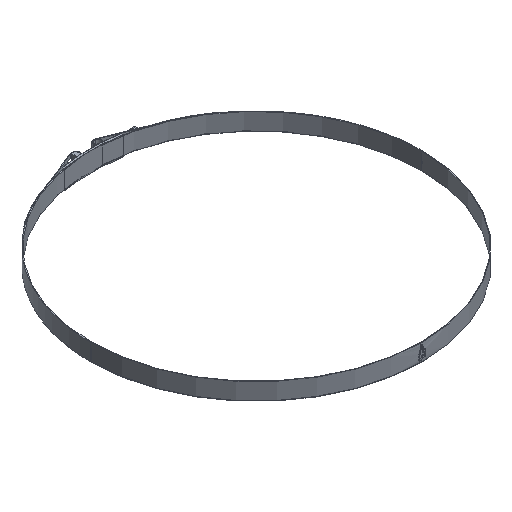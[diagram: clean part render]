
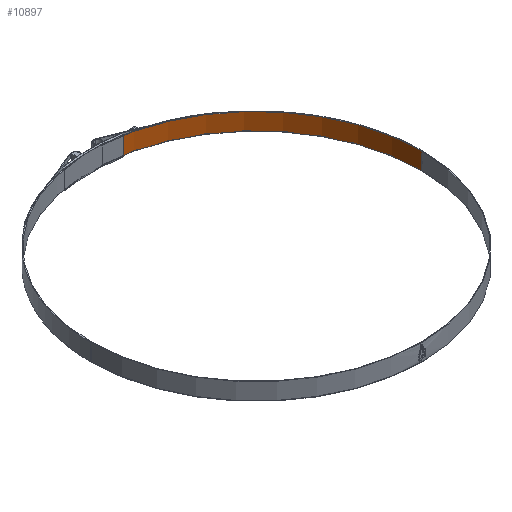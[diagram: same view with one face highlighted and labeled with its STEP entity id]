
A CAD part, isometric view. The second image highlights one B-rep face of the part: STEP entity #10897.
In plain terms, the highlighted cylindrical face has radius 187 mm (diameter 374 mm), a partial arc.
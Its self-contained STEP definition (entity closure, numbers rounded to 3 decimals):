
#259 = DIRECTION ( 'NONE',  ( 0., 0., -1. ) ) ;
#786 = LINE ( 'NONE', #11085, #5581 ) ;
#927 = CIRCLE ( 'NONE', #14011, 187. ) ;
#929 = CARTESIAN_POINT ( 'NONE',  ( 0., 0., 9.65 ) ) ;
#994 = CARTESIAN_POINT ( 'NONE',  ( 12.174, 186.603, 9.65 ) ) ;
#1908 = AXIS2_PLACEMENT_3D ( 'NONE', #10550, #2957, #9643 ) ;
#2390 = DIRECTION ( 'NONE',  ( 0., 0., -1. ) ) ;
#2957 = DIRECTION ( 'NONE',  ( 0., 0., -1. ) ) ;
#3124 = DIRECTION ( 'NONE',  ( 0., 0., -1. ) ) ;
#3372 = CARTESIAN_POINT ( 'NONE',  ( 187., 0., -9.65 ) ) ;
#3590 = CARTESIAN_POINT ( 'NONE',  ( 187., 0., 9.65 ) ) ;
#3858 = CARTESIAN_POINT ( 'NONE',  ( 0., 0., -9.65 ) ) ;
#4479 = VERTEX_POINT ( 'NONE', #10198 ) ;
#4502 = EDGE_CURVE ( 'NONE', #4900, #4479, #12456, .T. ) ;
#4900 = VERTEX_POINT ( 'NONE', #994 ) ;
#5140 = VECTOR ( 'NONE', #259, 1000. ) ;
#5581 = VECTOR ( 'NONE', #2390, 1000. ) ;
#5952 = DIRECTION ( 'NONE',  ( -1., 0., 0. ) ) ;
#6337 = EDGE_LOOP ( 'NONE', ( #10399, #11018, #8493, #12075 ) ) ;
#6562 = FACE_OUTER_BOUND ( 'NONE', #6337, .T. ) ;
#6744 = VERTEX_POINT ( 'NONE', #3372 ) ;
#8192 = EDGE_CURVE ( 'NONE', #4900, #13772, #786, .T. ) ;
#8493 = ORIENTED_EDGE ( 'NONE', *, *, #8192, .T. ) ;
#8517 = CYLINDRICAL_SURFACE ( 'NONE', #1908, 187. ) ;
#9061 = EDGE_CURVE ( 'NONE', #13772, #6744, #927, .T. ) ;
#9643 = DIRECTION ( 'NONE',  ( -1., 0., 0. ) ) ;
#9702 = EDGE_CURVE ( 'NONE', #4479, #6744, #10067, .T. ) ;
#10067 = LINE ( 'NONE', #3590, #5140 ) ;
#10198 = CARTESIAN_POINT ( 'NONE',  ( 187., 0., 9.65 ) ) ;
#10399 = ORIENTED_EDGE ( 'NONE', *, *, #9702, .F. ) ;
#10550 = CARTESIAN_POINT ( 'NONE',  ( 0., 0., 9.65 ) ) ;
#10897 = ADVANCED_FACE ( 'NONE', ( #6562 ), #8517, .F. ) ;
#10924 = DIRECTION ( 'NONE',  ( -1., 0., 0. ) ) ;
#11018 = ORIENTED_EDGE ( 'NONE', *, *, #4502, .F. ) ;
#11085 = CARTESIAN_POINT ( 'NONE',  ( 12.174, 186.603, 9.65 ) ) ;
#11340 = CARTESIAN_POINT ( 'NONE',  ( 12.174, 186.603, -9.65 ) ) ;
#12075 = ORIENTED_EDGE ( 'NONE', *, *, #9061, .T. ) ;
#12456 = CIRCLE ( 'NONE', #14071, 187. ) ;
#12716 = DIRECTION ( 'NONE',  ( 0., 0., -1. ) ) ;
#13772 = VERTEX_POINT ( 'NONE', #11340 ) ;
#14011 = AXIS2_PLACEMENT_3D ( 'NONE', #3858, #12716, #5952 ) ;
#14071 = AXIS2_PLACEMENT_3D ( 'NONE', #929, #3124, #10924 ) ;
